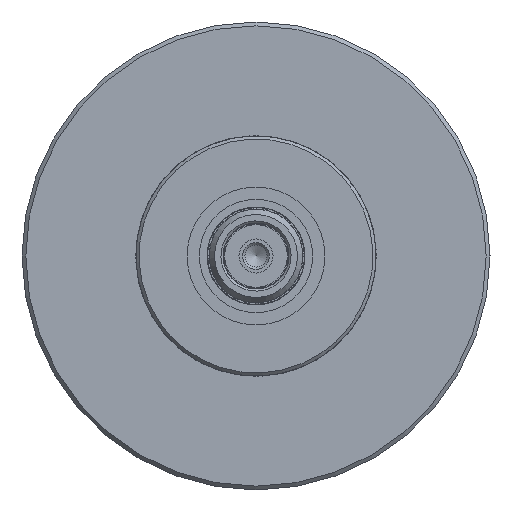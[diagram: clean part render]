
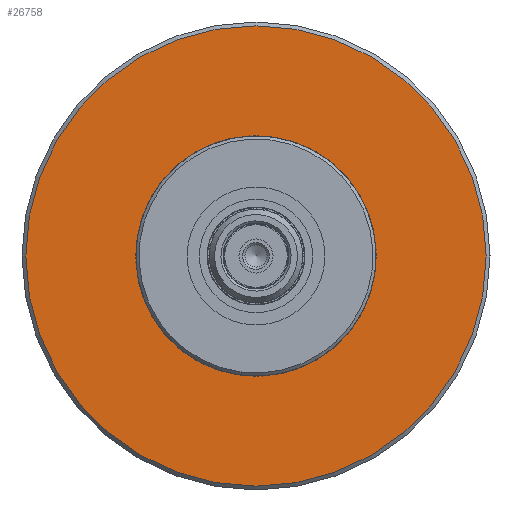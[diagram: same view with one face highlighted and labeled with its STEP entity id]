
A CAD part, front view. The second image highlights one B-rep face of the part: STEP entity #26758.
In plain terms, the highlighted planar face has unit normal (0, -1, 0).
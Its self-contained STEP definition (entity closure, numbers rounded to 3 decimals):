
#5710=PLANE('',#27814);
#13425=ORIENTED_EDGE('',*,*,#17859,.T.);
#13426=ORIENTED_EDGE('',*,*,#17860,.T.);
#17859=EDGE_CURVE('',#20080,#20080,#20398,.T.);
#17860=EDGE_CURVE('',#20081,#20081,#20399,.F.);
#20080=VERTEX_POINT('',#184974);
#20081=VERTEX_POINT('',#184976);
#20398=CIRCLE('',#27815,5.65);
#20399=CIRCLE('',#27816,10.82);
#22357=EDGE_LOOP('',(#13425));
#22358=EDGE_LOOP('',(#13426));
#24352=FACE_BOUND('',#22357,.T.);
#24353=FACE_BOUND('',#22358,.T.);
#26758=ADVANCED_FACE('',(#24352,#24353),#5710,.F.);
#27814=AXIS2_PLACEMENT_3D('',#184972,#30258,#30259);
#27815=AXIS2_PLACEMENT_3D('',#184973,#30260,#30261);
#27816=AXIS2_PLACEMENT_3D('',#184975,#30262,#30263);
#30258=DIRECTION('',(0.,1.,0.));
#30259=DIRECTION('',(0.,0.,1.));
#30260=DIRECTION('',(0.,1.,0.));
#30261=DIRECTION('',(1.,0.,0.));
#30262=DIRECTION('',(0.,1.,0.));
#30263=DIRECTION('',(0.,0.,1.));
#184972=CARTESIAN_POINT('',(0.,11.9,0.));
#184973=CARTESIAN_POINT('',(0.,11.9,0.));
#184974=CARTESIAN_POINT('',(5.65,11.9,0.));
#184975=CARTESIAN_POINT('',(0.,11.9,0.));
#184976=CARTESIAN_POINT('',(0.,11.9,10.82));
